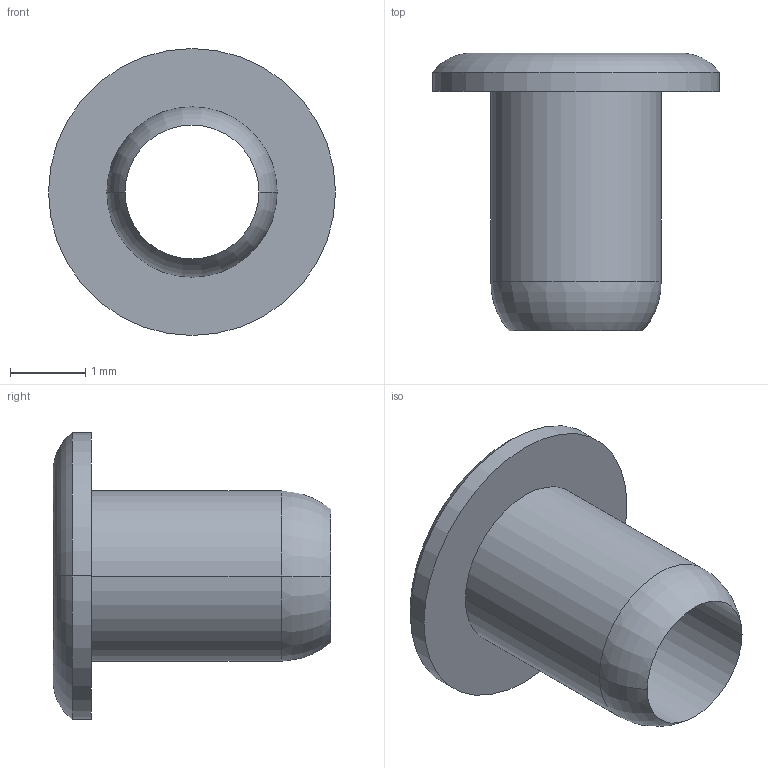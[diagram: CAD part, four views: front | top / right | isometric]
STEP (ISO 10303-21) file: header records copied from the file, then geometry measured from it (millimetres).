
FILE_DESCRIPTION (( 'STEP AP214' ), '1' );
FILE_NAME ('34.STEP', '2009-02-10T21:55:06', ( 'Richard Maletta' ), ( '' ), 'SwSTEP 2.0', 'SolidWorks 2009', '' );
FILE_SCHEMA (( 'AUTOMOTIVE_DESIGN' ));
Length unit declared in the file: inch
Products named in the file (1): 34
Bounding box: 3.81 x 3.68 x 3.81 mm (x, y, z)
Volume: 8.4 mm3; surface area: 62.5 mm2
Topology: 1 solids, 1 shells, 11 faces, 22 edges, 12 vertices
Faces by surface type: cylinder 6, torus 4, plane 1
Entity records: 475 total; most frequent: DIRECTION 62, CARTESIAN_POINT 46, ORIENTED_EDGE 44, AXIS2_PLACEMENT_3D 28, EDGE_CURVE 22, CIRCLE 16, UNCERTAINTY_MEASURE_WITH_UNIT 14, LENGTH_MEASURE_WITH_UNIT 14
